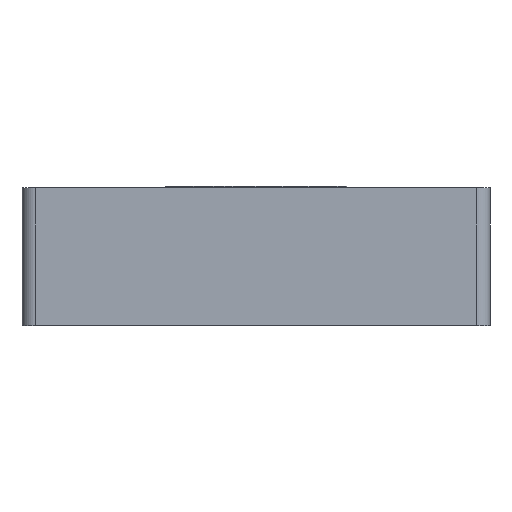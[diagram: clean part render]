
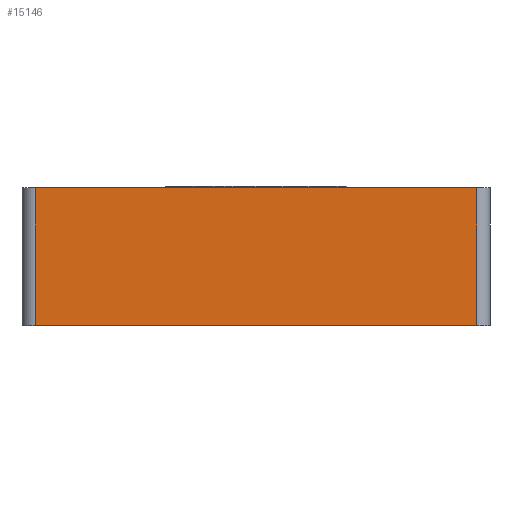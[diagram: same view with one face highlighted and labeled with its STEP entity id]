
A CAD part, left-side view. The second image highlights one B-rep face of the part: STEP entity #15146.
In plain terms, the highlighted planar face has unit normal (-1, 0, 0).
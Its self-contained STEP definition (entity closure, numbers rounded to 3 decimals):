
#44 = VECTOR ( 'NONE', #6438, 1000. ) ;
#145 = CARTESIAN_POINT ( 'NONE',  ( -17.5, -17.5, -5.15 ) ) ;
#230 = VERTEX_POINT ( 'NONE', #14396 ) ;
#320 = CARTESIAN_POINT ( 'NONE',  ( -17.5, -16.5, -5.15 ) ) ;
#550 = DIRECTION ( 'NONE',  ( 0., 0., 1. ) ) ;
#1389 = ORIENTED_EDGE ( 'NONE', *, *, #9659, .F. ) ;
#1806 = VECTOR ( 'NONE', #9712, 1000. ) ;
#1849 = ORIENTED_EDGE ( 'NONE', *, *, #2296, .T. ) ;
#2296 = EDGE_CURVE ( 'NONE', #14698, #15540, #6590, .T. ) ;
#2302 = CARTESIAN_POINT ( 'NONE',  ( -17.5, -17.5, 5.15 ) ) ;
#2627 = LINE ( 'NONE', #13582, #44 ) ;
#3489 = DIRECTION ( 'NONE',  ( 1., 0., 0. ) ) ;
#3841 = DIRECTION ( 'NONE',  ( 0., -1., 0. ) ) ;
#6438 = DIRECTION ( 'NONE',  ( 0., 0., -1. ) ) ;
#6465 = VECTOR ( 'NONE', #550, 1000. ) ;
#6526 = CARTESIAN_POINT ( 'NONE',  ( -17.5, 16.5, -5.15 ) ) ;
#6590 = LINE ( 'NONE', #145, #14476 ) ;
#7130 = CARTESIAN_POINT ( 'NONE',  ( -17.5, -17.5, 5.15 ) ) ;
#8427 = ORIENTED_EDGE ( 'NONE', *, *, #12204, .T. ) ;
#8564 = PLANE ( 'NONE',  #14662 ) ;
#8673 = EDGE_CURVE ( 'NONE', #15540, #9237, #12785, .T. ) ;
#9237 = VERTEX_POINT ( 'NONE', #12351 ) ;
#9543 = ORIENTED_EDGE ( 'NONE', *, *, #8673, .T. ) ;
#9607 = FACE_OUTER_BOUND ( 'NONE', #12222, .T. ) ;
#9659 = EDGE_CURVE ( 'NONE', #230, #9237, #13333, .T. ) ;
#9712 = DIRECTION ( 'NONE',  ( 0., -1., 0. ) ) ;
#12204 = EDGE_CURVE ( 'NONE', #230, #14698, #2627, .T. ) ;
#12222 = EDGE_LOOP ( 'NONE', ( #1849, #9543, #1389, #8427 ) ) ;
#12351 = CARTESIAN_POINT ( 'NONE',  ( -17.5, -16.5, 5.15 ) ) ;
#12785 = LINE ( 'NONE', #12860, #6465 ) ;
#12860 = CARTESIAN_POINT ( 'NONE',  ( -17.5, -16.5, 5.15 ) ) ;
#13333 = LINE ( 'NONE', #2302, #1806 ) ;
#13582 = CARTESIAN_POINT ( 'NONE',  ( -17.5, 16.5, 5.15 ) ) ;
#14396 = CARTESIAN_POINT ( 'NONE',  ( -17.5, 16.5, 5.15 ) ) ;
#14476 = VECTOR ( 'NONE', #3841, 1000. ) ;
#14662 = AXIS2_PLACEMENT_3D ( 'NONE', #7130, #3489, #15632 ) ;
#14698 = VERTEX_POINT ( 'NONE', #6526 ) ;
#15146 = ADVANCED_FACE ( 'NONE', ( #9607 ), #8564, .F. ) ;
#15540 = VERTEX_POINT ( 'NONE', #320 ) ;
#15632 = DIRECTION ( 'NONE',  ( 0., 0., -1. ) ) ;
